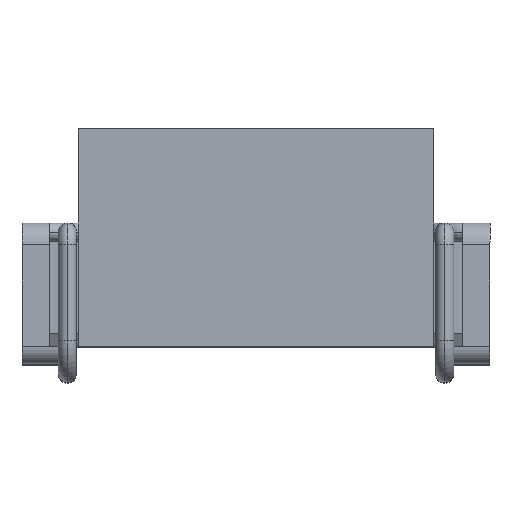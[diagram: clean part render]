
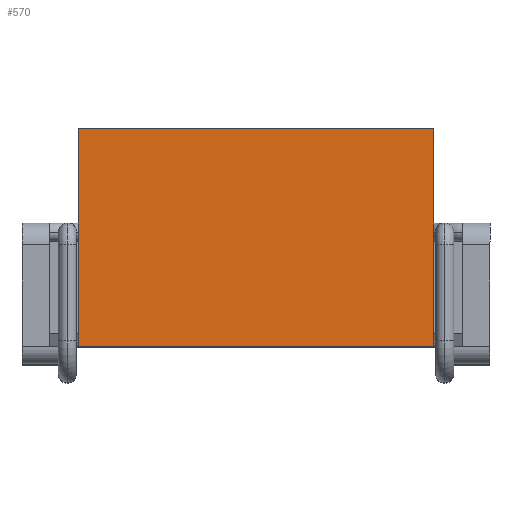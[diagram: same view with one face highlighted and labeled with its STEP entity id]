
A CAD part, top view. The second image highlights one B-rep face of the part: STEP entity #570.
In plain terms, the highlighted planar face has unit normal (0, 0, 1).
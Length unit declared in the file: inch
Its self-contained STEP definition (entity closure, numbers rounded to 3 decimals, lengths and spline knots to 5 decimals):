
#130 = CARTESIAN_POINT ( 'NONE',  ( -0.245, 0.35, 0.28 ) ) ;
#146 = ORIENTED_EDGE ( 'NONE', *, *, #12579, .F. ) ;
#178 = AXIS2_PLACEMENT_3D ( 'NONE', #6962, #2136, #15427 ) ;
#570 = ADVANCED_FACE ( 'NONE', ( #12690 ), #11803, .T. ) ;
#602 = ORIENTED_EDGE ( 'NONE', *, *, #14615, .T. ) ;
#746 = CARTESIAN_POINT ( 'NONE',  ( -0.245, 0.05, 0.28 ) ) ;
#2136 = DIRECTION ( 'NONE',  ( 0., 0., 1. ) ) ;
#2545 = CARTESIAN_POINT ( 'NONE',  ( -0.245, 0.35, 0.28 ) ) ;
#2823 = ORIENTED_EDGE ( 'NONE', *, *, #5537, .T. ) ;
#2881 = ORIENTED_EDGE ( 'NONE', *, *, #15474, .F. ) ;
#3305 = VERTEX_POINT ( 'NONE', #12968 ) ;
#4131 = VECTOR ( 'NONE', #9816, 39.37008 ) ;
#4315 = LINE ( 'NONE', #130, #4131 ) ;
#5396 = VECTOR ( 'NONE', #13876, 39.37008 ) ;
#5537 = EDGE_CURVE ( 'NONE', #7073, #9423, #14214, .T. ) ;
#5850 = DIRECTION ( 'NONE',  ( 0., 1., 0. ) ) ;
#6962 = CARTESIAN_POINT ( 'NONE',  ( -0.245, 0.05, 0.28 ) ) ;
#7073 = VERTEX_POINT ( 'NONE', #746 ) ;
#7381 = DIRECTION ( 'NONE',  ( 1., 0., 0. ) ) ;
#8955 = CARTESIAN_POINT ( 'NONE',  ( 0.245, 0.05, 0.28 ) ) ;
#9068 = CARTESIAN_POINT ( 'NONE',  ( 0.245, 0.05, 0.28 ) ) ;
#9423 = VERTEX_POINT ( 'NONE', #9068 ) ;
#9816 = DIRECTION ( 'NONE',  ( 1., 0., 0. ) ) ;
#10147 = VERTEX_POINT ( 'NONE', #2545 ) ;
#11461 = EDGE_LOOP ( 'NONE', ( #2823, #602, #146, #2881 ) ) ;
#11688 = LINE ( 'NONE', #8955, #5396 ) ;
#11803 = PLANE ( 'NONE',  #178 ) ;
#12579 = EDGE_CURVE ( 'NONE', #10147, #3305, #4315, .T. ) ;
#12690 = FACE_OUTER_BOUND ( 'NONE', #11461, .T. ) ;
#12968 = CARTESIAN_POINT ( 'NONE',  ( 0.245, 0.35, 0.28 ) ) ;
#13468 = CARTESIAN_POINT ( 'NONE',  ( -0.245, 0.05, 0.28 ) ) ;
#13732 = LINE ( 'NONE', #15551, #15233 ) ;
#13876 = DIRECTION ( 'NONE',  ( 0., 1., 0. ) ) ;
#14214 = LINE ( 'NONE', #13468, #15140 ) ;
#14615 = EDGE_CURVE ( 'NONE', #9423, #3305, #11688, .T. ) ;
#15140 = VECTOR ( 'NONE', #7381, 39.37008 ) ;
#15233 = VECTOR ( 'NONE', #5850, 39.37008 ) ;
#15427 = DIRECTION ( 'NONE',  ( 1., 0., 0. ) ) ;
#15474 = EDGE_CURVE ( 'NONE', #7073, #10147, #13732, .T. ) ;
#15551 = CARTESIAN_POINT ( 'NONE',  ( -0.245, 0.05, 0.28 ) ) ;
